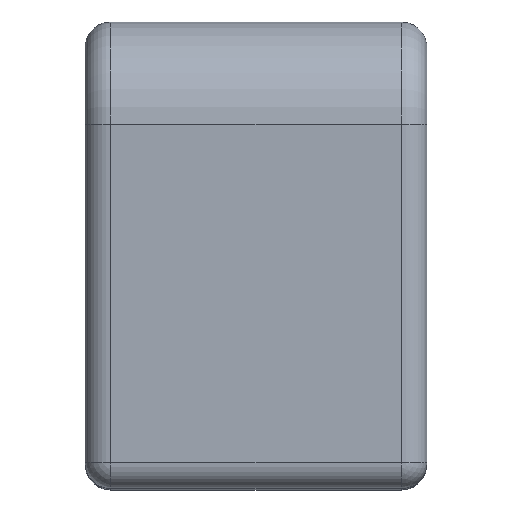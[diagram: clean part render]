
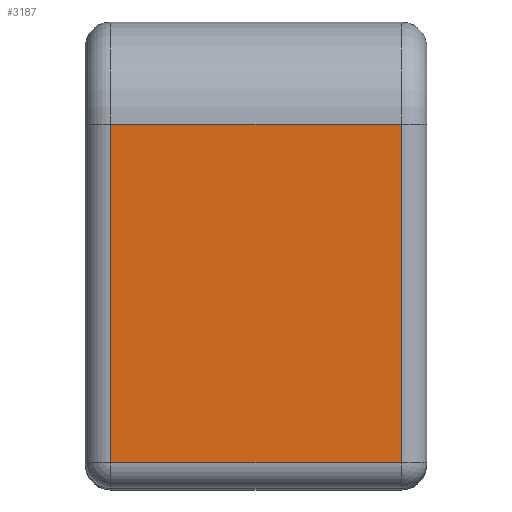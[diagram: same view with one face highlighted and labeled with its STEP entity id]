
A CAD part, top view. The second image highlights one B-rep face of the part: STEP entity #3187.
In plain terms, the highlighted planar face has unit normal (0, 0, 1).
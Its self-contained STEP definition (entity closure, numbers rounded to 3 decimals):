
#398 = VERTEX_POINT('',#399);
#399 = CARTESIAN_POINT('',(2.159,-3.708,6.668));
#441 = CYLINDRICAL_SURFACE('',#442,0.381);
#442 = AXIS2_PLACEMENT_3D('',#443,#444,#445);
#443 = CARTESIAN_POINT('',(2.159,-1.894,6.287));
#444 = DIRECTION('',(0.,-1.,0.));
#445 = DIRECTION('',(0.707,0.,0.707));
#492 = CYLINDRICAL_SURFACE('',#493,0.381);
#493 = AXIS2_PLACEMENT_3D('',#494,#495,#496);
#494 = CARTESIAN_POINT('',(0.,-3.708,6.287));
#495 = DIRECTION('',(1.,0.,0.));
#496 = DIRECTION('',(0.,-0.707,0.707)
  );
#731 = VERTEX_POINT('',#732);
#732 = CARTESIAN_POINT('',(-2.159,-3.708,6.668));
#813 = CYLINDRICAL_SURFACE('',#814,0.381);
#814 = AXIS2_PLACEMENT_3D('',#815,#816,#817);
#815 = CARTESIAN_POINT('',(-2.159,-1.894,6.287));
#816 = DIRECTION('',(0.,1.,0.));
#817 = DIRECTION('',(-0.707,0.,0.707)
  );
#829 = EDGE_CURVE('',#398,#731,#830,.T.);
#830 = SURFACE_CURVE('',#831,(#835,#842),.PCURVE_S1.);
#831 = LINE('',#832,#833);
#832 = CARTESIAN_POINT('',(0.,-3.708,6.668));
#833 = VECTOR('',#834,1.);
#834 = DIRECTION('',(-1.,0.,0.));
#835 = PCURVE('',#492,#836);
#836 = DEFINITIONAL_REPRESENTATION('',(#837),#841);
#837 = LINE('',#838,#839);
#838 = CARTESIAN_POINT('',(5.498,0.));
#839 = VECTOR('',#840,1.);
#840 = DIRECTION('',(0.,-1.));
#841 = ( GEOMETRIC_REPRESENTATION_CONTEXT(2) 
PARAMETRIC_REPRESENTATION_CONTEXT() REPRESENTATION_CONTEXT('2D SPACE',''
  ) );
#842 = PCURVE('',#843,#848);
#843 = PLANE('',#844);
#844 = AXIS2_PLACEMENT_3D('',#845,#846,#847);
#845 = CARTESIAN_POINT('',(0.,-4.089,6.668));
#846 = DIRECTION('',(0.,0.,1.));
#847 = DIRECTION('',(0.,1.,0.));
#848 = DEFINITIONAL_REPRESENTATION('',(#849),#853);
#849 = LINE('',#850,#851);
#850 = CARTESIAN_POINT('',(0.381,0.));
#851 = VECTOR('',#852,1.);
#852 = DIRECTION('',(0.,1.));
#853 = ( GEOMETRIC_REPRESENTATION_CONTEXT(2) 
PARAMETRIC_REPRESENTATION_CONTEXT() REPRESENTATION_CONTEXT('2D SPACE',''
  ) );
#2002 = VERTEX_POINT('',#2003);
#2003 = CARTESIAN_POINT('',(-2.159,1.321,6.668));
#2054 = EDGE_CURVE('',#731,#2002,#2055,.T.);
#2055 = SURFACE_CURVE('',#2056,(#2060,#2067),.PCURVE_S1.);
#2056 = LINE('',#2057,#2058);
#2057 = CARTESIAN_POINT('',(-2.159,-1.894,6.668));
#2058 = VECTOR('',#2059,1.);
#2059 = DIRECTION('',(0.,1.,0.));
#2060 = PCURVE('',#813,#2061);
#2061 = DEFINITIONAL_REPRESENTATION('',(#2062),#2066);
#2062 = LINE('',#2063,#2064);
#2063 = CARTESIAN_POINT('',(7.069,0.));
#2064 = VECTOR('',#2065,1.);
#2065 = DIRECTION('',(0.,1.));
#2066 = ( GEOMETRIC_REPRESENTATION_CONTEXT(2) 
PARAMETRIC_REPRESENTATION_CONTEXT() REPRESENTATION_CONTEXT('2D SPACE',''
  ) );
#2067 = PCURVE('',#843,#2068);
#2068 = DEFINITIONAL_REPRESENTATION('',(#2069),#2073);
#2069 = LINE('',#2070,#2071);
#2070 = CARTESIAN_POINT('',(2.195,2.159));
#2071 = VECTOR('',#2072,1.);
#2072 = DIRECTION('',(1.,0.));
#2073 = ( GEOMETRIC_REPRESENTATION_CONTEXT(2) 
PARAMETRIC_REPRESENTATION_CONTEXT() REPRESENTATION_CONTEXT('2D SPACE',''
  ) );
#2151 = CYLINDRICAL_SURFACE('',#2152,1.524);
#2152 = AXIS2_PLACEMENT_3D('',#2153,#2154,#2155);
#2153 = CARTESIAN_POINT('',(0.,1.321,5.144));
#2154 = DIRECTION('',(-1.,0.,0.));
#2155 = DIRECTION('',(0.,0.,-1.));
#2728 = VERTEX_POINT('',#2729);
#2729 = CARTESIAN_POINT('',(2.159,1.321,6.668));
#2824 = EDGE_CURVE('',#2728,#398,#2825,.T.);
#2825 = SURFACE_CURVE('',#2826,(#2830,#2837),.PCURVE_S1.);
#2826 = LINE('',#2827,#2828);
#2827 = CARTESIAN_POINT('',(2.159,-1.894,6.668));
#2828 = VECTOR('',#2829,1.);
#2829 = DIRECTION('',(0.,-1.,0.));
#2830 = PCURVE('',#441,#2831);
#2831 = DEFINITIONAL_REPRESENTATION('',(#2832),#2836);
#2832 = LINE('',#2833,#2834);
#2833 = CARTESIAN_POINT('',(7.069,0.));
#2834 = VECTOR('',#2835,1.);
#2835 = DIRECTION('',(0.,1.));
#2836 = ( GEOMETRIC_REPRESENTATION_CONTEXT(2) 
PARAMETRIC_REPRESENTATION_CONTEXT() REPRESENTATION_CONTEXT('2D SPACE',''
  ) );
#2837 = PCURVE('',#843,#2838);
#2838 = DEFINITIONAL_REPRESENTATION('',(#2839),#2843);
#2839 = LINE('',#2840,#2841);
#2840 = CARTESIAN_POINT('',(2.195,-2.159));
#2841 = VECTOR('',#2842,1.);
#2842 = DIRECTION('',(-1.,0.));
#2843 = ( GEOMETRIC_REPRESENTATION_CONTEXT(2) 
PARAMETRIC_REPRESENTATION_CONTEXT() REPRESENTATION_CONTEXT('2D SPACE',''
  ) );
#3012 = EDGE_CURVE('',#2002,#2728,#3013,.T.);
#3013 = SURFACE_CURVE('',#3014,(#3018,#3025),.PCURVE_S1.);
#3014 = LINE('',#3015,#3016);
#3015 = CARTESIAN_POINT('',(0.,1.321,6.668));
#3016 = VECTOR('',#3017,1.);
#3017 = DIRECTION('',(1.,0.,0.));
#3018 = PCURVE('',#2151,#3019);
#3019 = DEFINITIONAL_REPRESENTATION('',(#3020),#3024);
#3020 = LINE('',#3021,#3022);
#3021 = CARTESIAN_POINT('',(3.142,0.));
#3022 = VECTOR('',#3023,1.);
#3023 = DIRECTION('',(0.,-1.));
#3024 = ( GEOMETRIC_REPRESENTATION_CONTEXT(2) 
PARAMETRIC_REPRESENTATION_CONTEXT() REPRESENTATION_CONTEXT('2D SPACE',''
  ) );
#3025 = PCURVE('',#843,#3026);
#3026 = DEFINITIONAL_REPRESENTATION('',(#3027),#3031);
#3027 = LINE('',#3028,#3029);
#3028 = CARTESIAN_POINT('',(5.41,0.));
#3029 = VECTOR('',#3030,1.);
#3030 = DIRECTION('',(0.,-1.));
#3031 = ( GEOMETRIC_REPRESENTATION_CONTEXT(2) 
PARAMETRIC_REPRESENTATION_CONTEXT() REPRESENTATION_CONTEXT('2D SPACE',''
  ) );
#3187 = ADVANCED_FACE('',(#3188),#843,.T.);
#3188 = FACE_BOUND('',#3189,.T.);
#3189 = EDGE_LOOP('',(#3190,#3191,#3192,#3193));
#3190 = ORIENTED_EDGE('',*,*,#2824,.F.);
#3191 = ORIENTED_EDGE('',*,*,#3012,.F.);
#3192 = ORIENTED_EDGE('',*,*,#2054,.F.);
#3193 = ORIENTED_EDGE('',*,*,#829,.F.);
